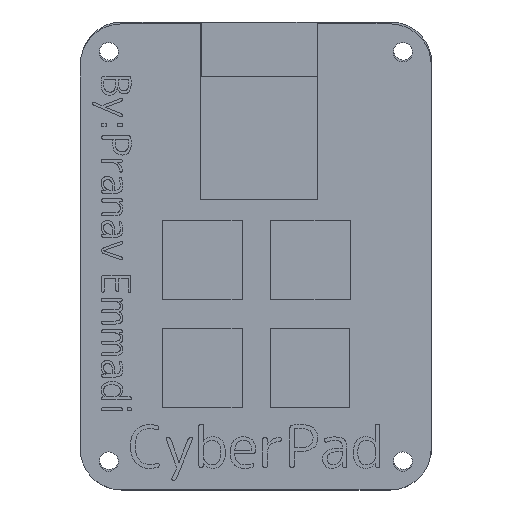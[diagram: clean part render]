
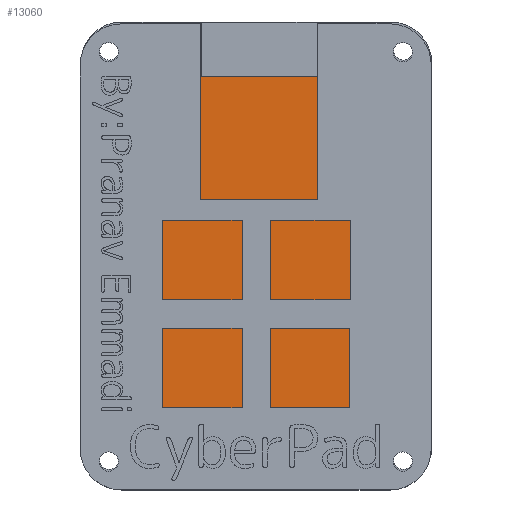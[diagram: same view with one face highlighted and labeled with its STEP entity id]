
A CAD part, top view. The second image highlights one B-rep face of the part: STEP entity #13060.
In plain terms, the highlighted planar face has unit normal (0, 0, 1).
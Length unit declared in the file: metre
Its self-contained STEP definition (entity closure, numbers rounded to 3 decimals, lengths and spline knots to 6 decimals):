
#996=LINE('',#18363,#1997);
#1011=LINE('',#18415,#2012);
#1014=LINE('',#18421,#2015);
#1018=LINE('',#18434,#2019);
#1997=VECTOR('',#15014,1.);
#2012=VECTOR('',#15067,1.);
#2015=VECTOR('',#15072,1.);
#2019=VECTOR('',#15090,1.);
#3063=ORIENTED_EDGE('',*,*,#7167,.F.);
#3064=ORIENTED_EDGE('',*,*,#7175,.F.);
#3065=ORIENTED_EDGE('',*,*,#7164,.T.);
#3066=ORIENTED_EDGE('',*,*,#7140,.T.);
#7140=EDGE_CURVE('',#9207,#9206,#996,.T.);
#7164=EDGE_CURVE('',#9225,#9207,#1011,.T.);
#7167=EDGE_CURVE('',#9226,#9206,#1014,.T.);
#7175=EDGE_CURVE('',#9225,#9226,#1018,.T.);
#9206=VERTEX_POINT('',#18362);
#9207=VERTEX_POINT('',#18364);
#9225=VERTEX_POINT('',#18416);
#9226=VERTEX_POINT('',#18420);
#11239=EDGE_LOOP('',(#3063,#3064,#3065,#3066));
#12054=FACE_BOUND('',#11239,.T.);
#12850=PLANE('',#13846);
#13060=ADVANCED_FACE('',(#12054),#12850,.T.);
#13846=AXIS2_PLACEMENT_3D('',#18433,#15088,#15089);
#15014=DIRECTION('',(-1.,0.,0.));
#15067=DIRECTION('',(0.,1.,0.));
#15072=DIRECTION('',(0.,1.,0.));
#15088=DIRECTION('',(0.,0.,1.));
#15089=DIRECTION('',(1.,0.,0.));
#15090=DIRECTION('',(-1.,0.,0.));
#18362=CARTESIAN_POINT('',(-0.021405,0.03155,0.003));
#18363=CARTESIAN_POINT('',(0.,0.03155,0.003));
#18364=CARTESIAN_POINT('',(0.021405,0.03155,0.003));
#18415=CARTESIAN_POINT('',(0.021405,0.,0.003));
#18416=CARTESIAN_POINT('',(0.021405,-0.03325,0.003));
#18420=CARTESIAN_POINT('',(-0.021405,-0.03325,0.003));
#18421=CARTESIAN_POINT('',(-0.021405,0.,0.003));
#18433=CARTESIAN_POINT('',(0.,0.,0.003));
#18434=CARTESIAN_POINT('',(0.,-0.03325,0.003));
